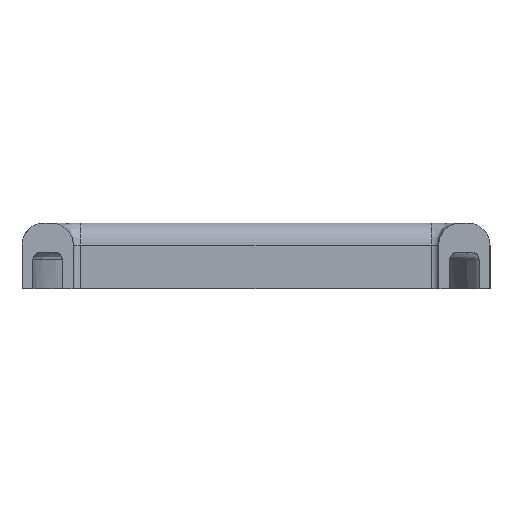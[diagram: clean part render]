
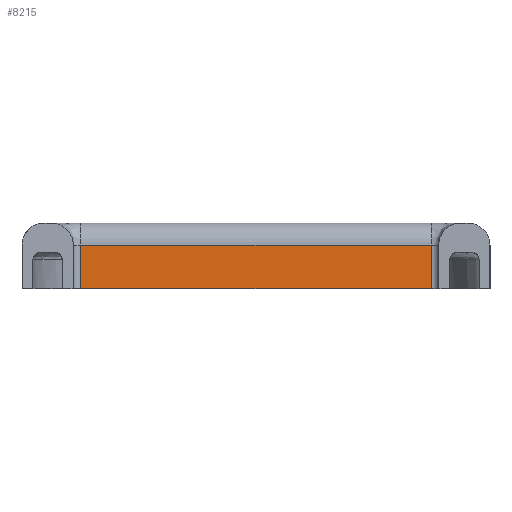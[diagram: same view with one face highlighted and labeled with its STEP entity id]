
A CAD part, left-side view. The second image highlights one B-rep face of the part: STEP entity #8215.
In plain terms, the highlighted free-form (B-spline) face has degree [1, 1] with [2, 2] control points.
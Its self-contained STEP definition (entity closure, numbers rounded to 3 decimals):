
#8081 = VERTEX_POINT('',#8082);
#8082 = CARTESIAN_POINT('',(-50.317,-30.362,0.));
#8110 = VERTEX_POINT('',#8111);
#8111 = CARTESIAN_POINT('',(-50.317,30.362,0.));
#8117 = EDGE_CURVE('',#8081,#8110,#8118,.T.);
#8118 = B_SPLINE_CURVE_WITH_KNOTS('',1,(#8119,#8120),.UNSPECIFIED.,.F.,
  .F.,(2,2),(-12.,36.),.PIECEWISE_BEZIER_KNOTS.);
#8119 = CARTESIAN_POINT('',(-50.317,-30.362,0.));
#8120 = CARTESIAN_POINT('',(-50.317,30.362,0.));
#8188 = EDGE_CURVE('',#8189,#8110,#8191,.T.);
#8189 = VERTEX_POINT('',#8190);
#8190 = CARTESIAN_POINT('',(-50.317,30.362,
    -7.59));
#8191 = B_SPLINE_CURVE_WITH_KNOTS('',1,(#8192,#8193),.UNSPECIFIED.,.F.,
  .F.,(2,2),(-6.,0.),.PIECEWISE_BEZIER_KNOTS.);
#8192 = CARTESIAN_POINT('',(-50.317,30.362,
    -7.59));
#8193 = CARTESIAN_POINT('',(-50.317,30.362,0.));
#8215 = ADVANCED_FACE('',(#8216),#8232,.F.);
#8216 = FACE_BOUND('',#8217,.T.);
#8217 = EDGE_LOOP('',(#8218,#8219,#8220,#8227));
#8218 = ORIENTED_EDGE('',*,*,#8117,.T.);
#8219 = ORIENTED_EDGE('',*,*,#8188,.F.);
#8220 = ORIENTED_EDGE('',*,*,#8221,.T.);
#8221 = EDGE_CURVE('',#8189,#8222,#8224,.T.);
#8222 = VERTEX_POINT('',#8223);
#8223 = CARTESIAN_POINT('',(-50.317,-30.362,
    -7.59));
#8224 = B_SPLINE_CURVE_WITH_KNOTS('',1,(#8225,#8226),.UNSPECIFIED.,.F.,
  .F.,(2,2),(-48.,0.),.PIECEWISE_BEZIER_KNOTS.);
#8225 = CARTESIAN_POINT('',(-50.317,30.362,
    -7.59));
#8226 = CARTESIAN_POINT('',(-50.317,-30.362,
    -7.59));
#8227 = ORIENTED_EDGE('',*,*,#8228,.T.);
#8228 = EDGE_CURVE('',#8222,#8081,#8229,.T.);
#8229 = B_SPLINE_CURVE_WITH_KNOTS('',1,(#8230,#8231),.UNSPECIFIED.,.F.,
  .F.,(2,2),(-6.,0.),.PIECEWISE_BEZIER_KNOTS.);
#8230 = CARTESIAN_POINT('',(-50.317,-30.362,
    -7.59));
#8231 = CARTESIAN_POINT('',(-50.317,-30.362,0.));
#8232 = B_SPLINE_SURFACE_WITH_KNOTS('',1,1,(
    (#8233,#8234)
    ,(#8235,#8236
    )),.UNSPECIFIED.,.F.,.F.,.F.,(2,2),(2,2),(0.,48.),(-6.,0.),
  .PIECEWISE_BEZIER_KNOTS.);
#8233 = CARTESIAN_POINT('',(-50.317,-30.362,
    -7.59));
#8234 = CARTESIAN_POINT('',(-50.317,-30.362,0.));
#8235 = CARTESIAN_POINT('',(-50.317,30.362,
    -7.59));
#8236 = CARTESIAN_POINT('',(-50.317,30.362,0.));
